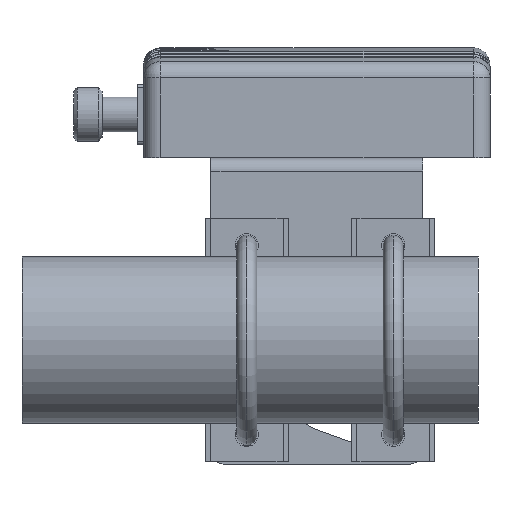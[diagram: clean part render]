
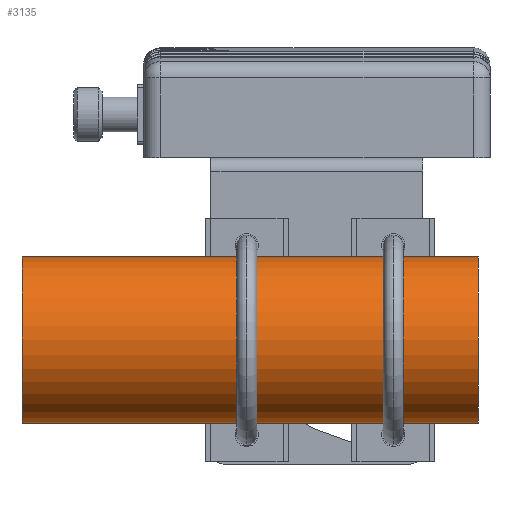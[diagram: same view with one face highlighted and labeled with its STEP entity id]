
A CAD part, front view. The second image highlights one B-rep face of the part: STEP entity #3135.
In plain terms, the highlighted cylindrical face has radius 25 mm (diameter 50 mm), a partial arc.
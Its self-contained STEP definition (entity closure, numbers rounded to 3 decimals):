
#81 = VECTOR ( 'NONE', #4530, 1000. ) ;
#384 = DIRECTION ( 'NONE',  ( -1., 0., 0. ) ) ;
#550 = FACE_OUTER_BOUND ( 'NONE', #14880, .T. ) ;
#1101 = ORIENTED_EDGE ( 'NONE', *, *, #6654, .T. ) ;
#1139 = ORIENTED_EDGE ( 'NONE', *, *, #4334, .T. ) ;
#1626 = LINE ( 'NONE', #14098, #81 ) ;
#2080 = CYLINDRICAL_SURFACE ( 'NONE', #4130, 25. ) ;
#2111 = CIRCLE ( 'NONE', #15776, 25. ) ;
#2989 = LINE ( 'NONE', #11774, #7027 ) ;
#3135 = ADVANCED_FACE ( 'NONE', ( #550 ), #2080, .T. ) ;
#3344 = ORIENTED_EDGE ( 'NONE', *, *, #10042, .F. ) ;
#4127 = DIRECTION ( 'NONE',  ( 0., 1., 0. ) ) ;
#4130 = AXIS2_PLACEMENT_3D ( 'NONE', #11546, #384, #4215 ) ;
#4215 = DIRECTION ( 'NONE',  ( 0., 0., 1. ) ) ;
#4235 = DIRECTION ( 'NONE',  ( 0., 1., 0. ) ) ;
#4334 = EDGE_CURVE ( 'NONE', #9591, #9693, #2989, .T. ) ;
#4530 = DIRECTION ( 'NONE',  ( -1., 0., 0. ) ) ;
#4968 = CARTESIAN_POINT ( 'NONE',  ( -192.55, -151.75, -79.75 ) ) ;
#5322 = VERTEX_POINT ( 'NONE', #13420 ) ;
#6580 = CARTESIAN_POINT ( 'NONE',  ( -55.55, -151.75, -54.75 ) ) ;
#6588 = CARTESIAN_POINT ( 'NONE',  ( -192.55, -151.75, -54.75 ) ) ;
#6654 = EDGE_CURVE ( 'NONE', #5322, #9591, #12921, .T. ) ;
#7027 = VECTOR ( 'NONE', #10697, 1000. ) ;
#7061 = VERTEX_POINT ( 'NONE', #4968 ) ;
#7411 = CARTESIAN_POINT ( 'NONE',  ( -55.55, -151.75, -29.75 ) ) ;
#7730 = ORIENTED_EDGE ( 'NONE', *, *, #13277, .F. ) ;
#9591 = VERTEX_POINT ( 'NONE', #7411 ) ;
#9693 = VERTEX_POINT ( 'NONE', #14690 ) ;
#10042 = EDGE_CURVE ( 'NONE', #5322, #7061, #1626, .T. ) ;
#10530 = AXIS2_PLACEMENT_3D ( 'NONE', #6580, #11509, #4127 ) ;
#10697 = DIRECTION ( 'NONE',  ( -1., 0., 0. ) ) ;
#11509 = DIRECTION ( 'NONE',  ( -1., 0., 0. ) ) ;
#11546 = CARTESIAN_POINT ( 'NONE',  ( -55.55, -151.75, -54.75 ) ) ;
#11620 = DIRECTION ( 'NONE',  ( -1., 0., 0. ) ) ;
#11774 = CARTESIAN_POINT ( 'NONE',  ( -55.55, -151.75, -29.75 ) ) ;
#12921 = CIRCLE ( 'NONE', #10530, 25. ) ;
#13277 = EDGE_CURVE ( 'NONE', #7061, #9693, #2111, .T. ) ;
#13420 = CARTESIAN_POINT ( 'NONE',  ( -55.55, -151.75, -79.75 ) ) ;
#14098 = CARTESIAN_POINT ( 'NONE',  ( -55.55, -151.75, -79.75 ) ) ;
#14690 = CARTESIAN_POINT ( 'NONE',  ( -192.55, -151.75, -29.75 ) ) ;
#14880 = EDGE_LOOP ( 'NONE', ( #3344, #1101, #1139, #7730 ) ) ;
#15776 = AXIS2_PLACEMENT_3D ( 'NONE', #6588, #11620, #4235 ) ;
